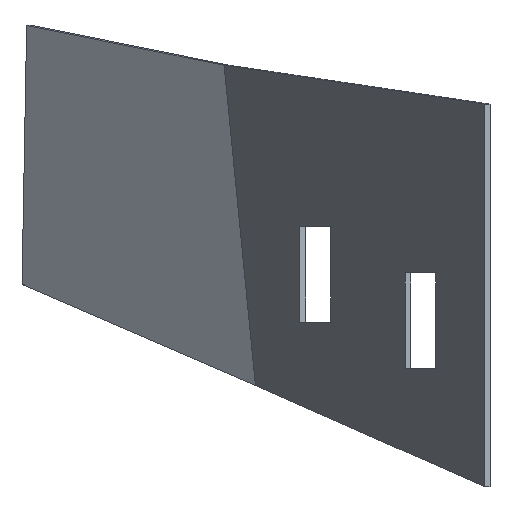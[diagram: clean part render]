
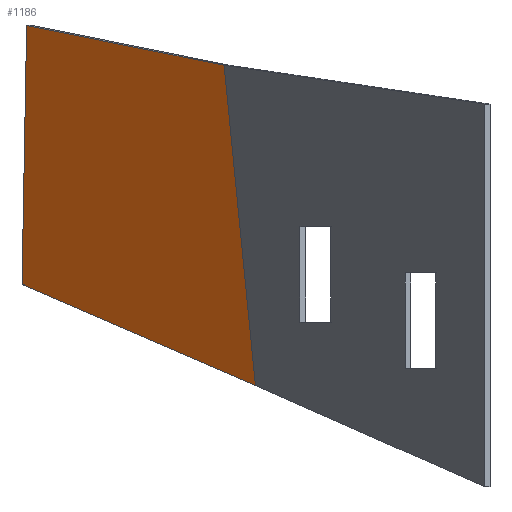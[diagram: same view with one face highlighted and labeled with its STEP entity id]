
A CAD part, left-side view. The second image highlights one B-rep face of the part: STEP entity #1186.
In plain terms, the highlighted planar face has unit normal (-0.697, 0.705, 0.132).
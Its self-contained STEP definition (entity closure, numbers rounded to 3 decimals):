
#22 = VERTEX_POINT('',#23);
#23 = CARTESIAN_POINT('',(-1081.222,-239.039,
    -258.611));
#44 = PLANE('',#45);
#45 = AXIS2_PLACEMENT_3D('',#46,#47,#48);
#46 = CARTESIAN_POINT('',(-1236.115,-291.532,
    -200.41));
#47 = DIRECTION('',(0.321,-0.947,0.));
#48 = DIRECTION('',(-0.947,-0.321,0.));
#72 = PLANE('',#73);
#73 = AXIS2_PLACEMENT_3D('',#74,#75,#76);
#74 = CARTESIAN_POINT('',(-1012.738,-180.32,
    -231.916));
#75 = DIRECTION('',(-0.288,-0.098,0.953)
  );
#76 = DIRECTION('',(-0.955,0.1,-0.278)
  );
#218 = VERTEX_POINT('',#219);
#219 = CARTESIAN_POINT('',(-1032.172,-222.417,
    -88.521));
#278 = PLANE('',#279);
#279 = AXIS2_PLACEMENT_3D('',#280,#281,#282);
#280 = CARTESIAN_POINT('',(-966.796,-164.09,
    -76.126));
#281 = DIRECTION('',(0.144,0.049,-0.988)
  );
#282 = DIRECTION('',(0.985,-0.103,0.138));
#960 = EDGE_CURVE('',#218,#22,#961,.T.);
#961 = SURFACE_CURVE('',#962,(#966,#973),.PCURVE_S1.);
#962 = LINE('',#963,#964);
#963 = CARTESIAN_POINT('',(-1045.17,-226.822,
    -133.596));
#964 = VECTOR('',#965,1.);
#965 = DIRECTION('',(-0.276,-0.093,-0.957
    ));
#966 = PCURVE('',#44,#967);
#967 = DEFINITIONAL_REPRESENTATION('',(#968),#972);
#968 = LINE('',#969,#970);
#969 = CARTESIAN_POINT('',(-201.611,-66.814));
#970 = VECTOR('',#971,1.);
#971 = DIRECTION('',(0.291,0.957));
#972 = ( GEOMETRIC_REPRESENTATION_CONTEXT(2) 
PARAMETRIC_REPRESENTATION_CONTEXT() REPRESENTATION_CONTEXT('2D SPACE',''
  ) );
#973 = PCURVE('',#974,#979);
#974 = PLANE('',#975);
#975 = AXIS2_PLACEMENT_3D('',#976,#977,#978);
#976 = CARTESIAN_POINT('',(-1001.663,-178.279,
    -162.967));
#977 = DIRECTION('',(-0.697,0.705,0.132));
#978 = DIRECTION('',(0.697,0.709,-0.107));
#979 = DEFINITIONAL_REPRESENTATION('',(#980),#984);
#980 = LINE('',#981,#982);
#981 = CARTESIAN_POINT('',(-67.882,-22.448));
#982 = VECTOR('',#983,1.);
#983 = DIRECTION('',(-0.156,0.988));
#984 = ( GEOMETRIC_REPRESENTATION_CONTEXT(2) 
PARAMETRIC_REPRESENTATION_CONTEXT() REPRESENTATION_CONTEXT('2D SPACE',''
  ) );
#989 = EDGE_CURVE('',#990,#22,#992,.T.);
#990 = VERTEX_POINT('',#991);
#991 = CARTESIAN_POINT('',(-945.713,-115.056,
    -204.991));
#992 = SURFACE_CURVE('',#993,(#997,#1004),.PCURVE_S1.);
#993 = LINE('',#994,#995);
#994 = CARTESIAN_POINT('',(-1013.757,-177.313,
    -231.916));
#995 = VECTOR('',#996,1.);
#996 = DIRECTION('',(-0.708,-0.648,-0.28));
#997 = PCURVE('',#72,#998);
#998 = DEFINITIONAL_REPRESENTATION('',(#999),#1003);
#999 = LINE('',#1000,#1001);
#1000 = CARTESIAN_POINT('',(1.273,-2.909));
#1001 = VECTOR('',#1002,1.);
#1002 = DIRECTION('',(0.69,0.724));
#1003 = ( GEOMETRIC_REPRESENTATION_CONTEXT(2) 
PARAMETRIC_REPRESENTATION_CONTEXT() REPRESENTATION_CONTEXT('2D SPACE',''
  ) );
#1004 = PCURVE('',#974,#1005);
#1005 = DEFINITIONAL_REPRESENTATION('',(#1006),#1010);
#1006 = LINE('',#1007,#1008);
#1007 = CARTESIAN_POINT('',(-0.378,70.007));
#1008 = VECTOR('',#1009,1.);
#1009 = DIRECTION('',(-0.923,0.384));
#1010 = ( GEOMETRIC_REPRESENTATION_CONTEXT(2) 
PARAMETRIC_REPRESENTATION_CONTEXT() REPRESENTATION_CONTEXT('2D SPACE',''
  ) );
#1028 = PLANE('',#1029);
#1029 = AXIS2_PLACEMENT_3D('',#1030,#1031,#1032);
#1030 = CARTESIAN_POINT('',(-931.595,-119.43,
    -128.608));
#1031 = DIRECTION('',(-0.936,-0.317,0.155));
#1032 = DIRECTION('',(-0.321,0.947,0.));
#1065 = EDGE_CURVE('',#1066,#990,#1068,.T.);
#1066 = VERTEX_POINT('',#1067);
#1067 = CARTESIAN_POINT('',(-922.104,-117.519,
    -67.323));
#1068 = SURFACE_CURVE('',#1069,(#1073,#1080),.PCURVE_S1.);
#1069 = LINE('',#1070,#1071);
#1070 = CARTESIAN_POINT('',(-932.614,-116.423,
    -128.608));
#1071 = VECTOR('',#1072,1.);
#1072 = DIRECTION('',(-0.169,0.018,-0.985
    ));
#1073 = PCURVE('',#1028,#1074);
#1074 = DEFINITIONAL_REPRESENTATION('',(#1075),#1079);
#1075 = LINE('',#1076,#1077);
#1076 = CARTESIAN_POINT('',(3.175,0.));
#1077 = VECTOR('',#1078,1.);
#1078 = DIRECTION('',(0.071,0.997));
#1079 = ( GEOMETRIC_REPRESENTATION_CONTEXT(2) 
PARAMETRIC_REPRESENTATION_CONTEXT() REPRESENTATION_CONTEXT('2D SPACE',''
  ) );
#1080 = PCURVE('',#974,#1081);
#1081 = DEFINITIONAL_REPRESENTATION('',(#1082),#1086);
#1082 = LINE('',#1083,#1084);
#1083 = CARTESIAN_POINT('',(88.317,-44.438));
#1084 = VECTOR('',#1085,1.);
#1085 = DIRECTION('',(0.,1.));
#1086 = ( GEOMETRIC_REPRESENTATION_CONTEXT(2) 
PARAMETRIC_REPRESENTATION_CONTEXT() REPRESENTATION_CONTEXT('2D SPACE',''
  ) );
#1136 = EDGE_CURVE('',#218,#1066,#1137,.T.);
#1137 = SURFACE_CURVE('',#1138,(#1142,#1149),.PCURVE_S1.);
#1138 = LINE('',#1139,#1140);
#1139 = CARTESIAN_POINT('',(-967.815,-161.083,
    -76.126));
#1140 = VECTOR('',#1141,1.);
#1141 = DIRECTION('',(0.717,0.683,0.138));
#1142 = PCURVE('',#278,#1143);
#1143 = DEFINITIONAL_REPRESENTATION('',(#1144),#1148);
#1144 = LINE('',#1145,#1146);
#1145 = CARTESIAN_POINT('',(-1.313,-2.891));
#1146 = VECTOR('',#1147,1.);
#1147 = DIRECTION('',(0.655,-0.756));
#1148 = ( GEOMETRIC_REPRESENTATION_CONTEXT(2) 
PARAMETRIC_REPRESENTATION_CONTEXT() REPRESENTATION_CONTEXT('2D SPACE',''
  ) );
#1149 = PCURVE('',#974,#1150);
#1150 = DEFINITIONAL_REPRESENTATION('',(#1151),#1155);
#1151 = LINE('',#1152,#1153);
#1152 = CARTESIAN_POINT('',(26.507,-90.995));
#1153 = VECTOR('',#1154,1.);
#1154 = DIRECTION('',(0.969,-0.245));
#1155 = ( GEOMETRIC_REPRESENTATION_CONTEXT(2) 
PARAMETRIC_REPRESENTATION_CONTEXT() REPRESENTATION_CONTEXT('2D SPACE',''
  ) );
#1186 = ADVANCED_FACE('',(#1187),#974,.T.);
#1187 = FACE_BOUND('',#1188,.T.);
#1188 = EDGE_LOOP('',(#1189,#1190,#1191,#1192));
#1189 = ORIENTED_EDGE('',*,*,#989,.T.);
#1190 = ORIENTED_EDGE('',*,*,#960,.F.);
#1191 = ORIENTED_EDGE('',*,*,#1136,.T.);
#1192 = ORIENTED_EDGE('',*,*,#1065,.T.);
